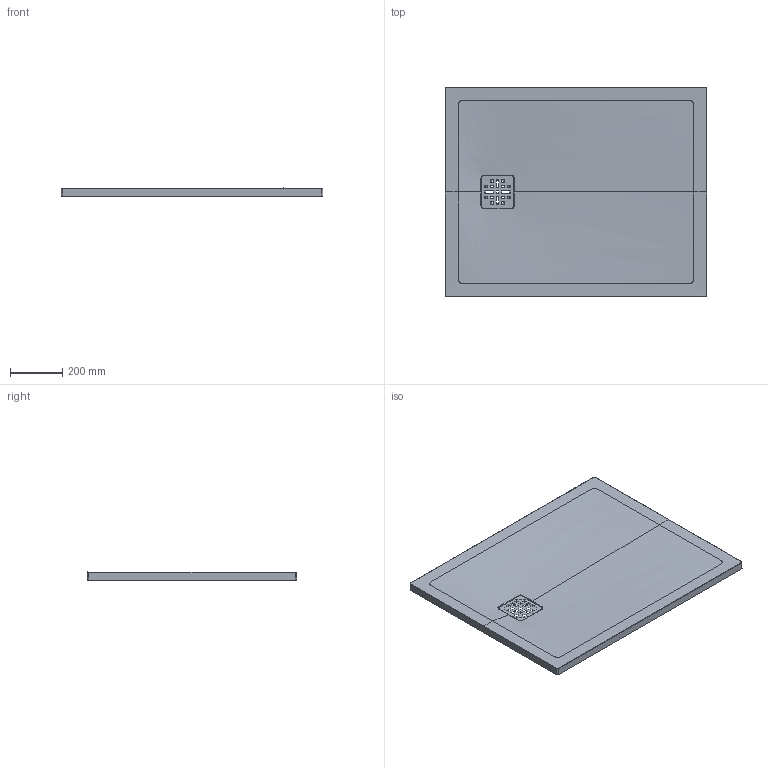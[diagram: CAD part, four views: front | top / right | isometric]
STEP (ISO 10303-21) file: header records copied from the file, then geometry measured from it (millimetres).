
FILE_DESCRIPTION(/* description */ (''),/* implementation_level */ '2;1');
FILE_NAME(/* name */ '19-004_M08104A_100X80X3 ARDESIA.stp',/* time_stamp */ '2021-03-30T11:43:44+02:00',/* author */ (''),/* organization */ (''),/* preprocessor_version */ 'ST-DEVELOPER v15',/* originating_system */ 'SIEMENS PLM Software NX 8.5',/* authorisation */ '');
FILE_SCHEMA (('AP203_CONFIGURATION_CONTROLLED_3D_DESIGN_OF_MECHANICAL_PARTS_AND_ASSEMBLIES_MIM_LF { 1 0 10303 403 2 1 2}'));
Products named in the file (1): carl61941A527yfj
Bounding box: 1000 x 800 x 31.09 mm (x, y, z)
Volume: 14895989.1 mm3; surface area: 1742505.9 mm2
Topology: 2 solids, 2 shells, 377 faces, 1009 edges, 632 vertices
Faces by surface type: bspline 160, plane 107, cylinder 91, cone 15, torus 4
Full cylindrical faces by diameter (mm): 90 x1
Entity records: 46813 total; most frequent: CARTESIAN_POINT 38349, ORIENTED_EDGE 1988, DIRECTION 1408, EDGE_CURVE 994, VERTEX_POINT 630, AXIS2_PLACEMENT_3D 512, EDGE_LOOP 422, LINE 384
